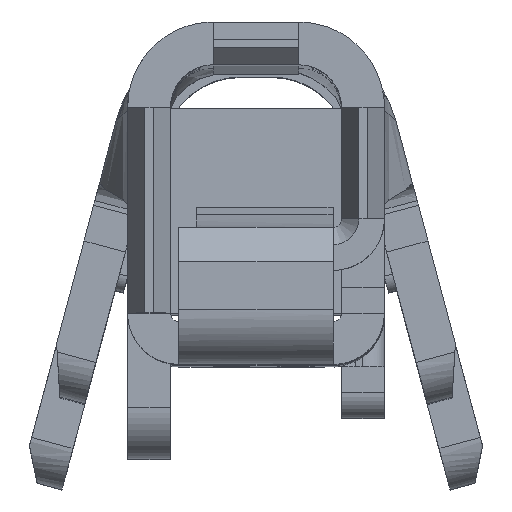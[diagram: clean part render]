
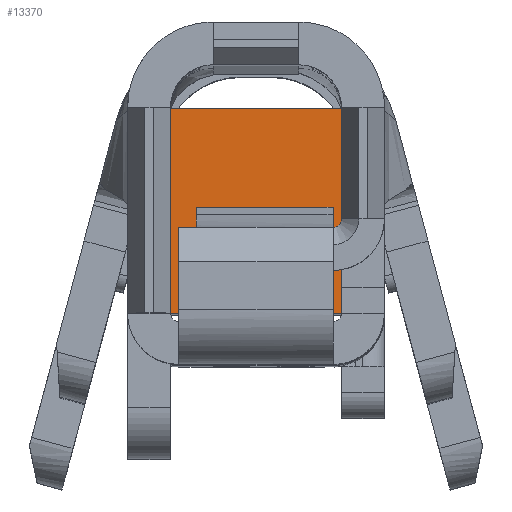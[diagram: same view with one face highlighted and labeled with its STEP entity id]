
A CAD part, top view. The second image highlights one B-rep face of the part: STEP entity #13370.
In plain terms, the highlighted planar face has unit normal (0, 0, 1).
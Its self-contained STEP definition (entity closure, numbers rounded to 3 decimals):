
#2684=CARTESIAN_POINT('',(-0.5,-0.5,14.25));
#2685=VERTEX_POINT('',#2684);
#3768=CARTESIAN_POINT('',(0.5,-1.63,14.25));
#3769=VERTEX_POINT('',#3768);
#3779=CARTESIAN_POINT('',(0.583,-1.63,14.25));
#3780=VERTEX_POINT('',#3779);
#3781=CARTESIAN_POINT('',(0.583,-1.63,14.25));
#3782=DIRECTION('',(-1.,0.,0.));
#3783=VECTOR('',#3782,0.083);
#3784=LINE('',#3781,#3783);
#3785=EDGE_CURVE('',#3780,#3769,#3784,.T.);
#3848=CARTESIAN_POINT('',(0.5,-1.2,14.25));
#3849=VERTEX_POINT('',#3848);
#3859=CARTESIAN_POINT('',(0.5,-1.63,14.25));
#3860=DIRECTION('',(0.,1.,0.));
#3861=VECTOR('',#3860,0.43);
#3862=LINE('',#3859,#3861);
#3863=EDGE_CURVE('',#3769,#3849,#3862,.T.);
#6411=CARTESIAN_POINT('',(0.583,-1.2,14.25));
#6412=VERTEX_POINT('',#6411);
#6419=CARTESIAN_POINT('',(0.5,-1.2,14.25));
#6420=DIRECTION('',(1.,0.,0.));
#6421=VECTOR('',#6420,0.083);
#6422=LINE('',#6419,#6421);
#6423=EDGE_CURVE('',#3849,#6412,#6422,.T.);
#8268=CARTESIAN_POINT('',(0.5,-0.5,14.25));
#8269=VERTEX_POINT('',#8268);
#9625=CARTESIAN_POINT('',(0.5,-1.,14.25));
#9626=VERTEX_POINT('',#9625);
#9636=CARTESIAN_POINT('',(0.583,-1.,14.25));
#9637=VERTEX_POINT('',#9636);
#9638=CARTESIAN_POINT('',(0.583,-1.,14.25));
#9639=DIRECTION('',(-1.,0.,0.));
#9640=VECTOR('',#9639,0.083);
#9641=LINE('',#9638,#9640);
#9642=EDGE_CURVE('',#9637,#9626,#9641,.T.);
#12170=CARTESIAN_POINT('',(0.45,-1.326,14.25));
#12171=VERTEX_POINT('',#12170);
#12181=CARTESIAN_POINT('',(0.45,-1.076,14.25));
#12182=VERTEX_POINT('',#12181);
#12183=CARTESIAN_POINT('',(0.45,-1.076,14.25));
#12184=DIRECTION('',(0.,-1.,0.));
#12185=VECTOR('',#12184,0.25);
#12186=LINE('',#12183,#12185);
#12187=EDGE_CURVE('',#12182,#12171,#12186,.T.);
#12915=CARTESIAN_POINT('',(-0.35,-1.076,14.25));
#12916=VERTEX_POINT('',#12915);
#12926=CARTESIAN_POINT('',(-0.35,-1.326,14.25));
#12927=VERTEX_POINT('',#12926);
#12928=CARTESIAN_POINT('',(-0.35,-1.326,14.25));
#12929=DIRECTION('',(0.,1.,0.));
#12930=VECTOR('',#12929,0.25);
#12931=LINE('',#12928,#12930);
#12932=EDGE_CURVE('',#12927,#12916,#12931,.T.);
#13016=CARTESIAN_POINT('',(0.45,-1.326,14.25));
#13017=DIRECTION('',(-1.,0.,0.));
#13018=VECTOR('',#13017,0.8);
#13019=LINE('',#13016,#13018);
#13020=EDGE_CURVE('',#12171,#12927,#13019,.T.);
#13041=CARTESIAN_POINT('',(-0.35,-1.076,14.25));
#13042=DIRECTION('',(1.,0.,0.));
#13043=VECTOR('',#13042,0.8);
#13044=LINE('',#13041,#13043);
#13045=EDGE_CURVE('',#12916,#12182,#13044,.T.);
#13129=CARTESIAN_POINT('',(-0.5,-1.7,14.25));
#13130=VERTEX_POINT('',#13129);
#13137=CARTESIAN_POINT('',(-0.5,-0.5,14.25));
#13138=DIRECTION('',(0.,-1.,0.));
#13139=VECTOR('',#13138,1.2);
#13140=LINE('',#13137,#13139);
#13141=EDGE_CURVE('',#2685,#13130,#13140,.T.);
#13196=CARTESIAN_POINT('',(0.5,-1.,14.25));
#13197=DIRECTION('',(0.,1.,0.));
#13198=VECTOR('',#13197,0.5);
#13199=LINE('',#13196,#13198);
#13200=EDGE_CURVE('',#9626,#8269,#13199,.T.);
#13227=CARTESIAN_POINT('',(0.5,-0.5,14.25));
#13228=DIRECTION('',(-1.,0.,0.));
#13229=VECTOR('',#13228,1.);
#13230=LINE('',#13227,#13229);
#13231=EDGE_CURVE('',#8269,#2685,#13230,.T.);
#13281=CARTESIAN_POINT('',(0.583,-1.7,14.25));
#13282=VERTEX_POINT('',#13281);
#13283=CARTESIAN_POINT('',(-0.5,-1.7,14.25));
#13284=DIRECTION('',(1.,0.,0.));
#13285=VECTOR('',#13284,1.083);
#13286=LINE('',#13283,#13285);
#13287=EDGE_CURVE('',#13130,#13282,#13286,.T.);
#13330=CARTESIAN_POINT('',(0.583,-1.7,14.25));
#13331=DIRECTION('',(0.,1.,0.));
#13332=VECTOR('',#13331,0.07);
#13333=LINE('',#13330,#13332);
#13334=EDGE_CURVE('',#13282,#3780,#13333,.T.);
#13342=CARTESIAN_POINT('',(-0.017,-1.1,14.25));
#13343=DIRECTION('',(0.,1.,0.));
#13344=DIRECTION('',(0.,-0.,1.));
#13345=AXIS2_PLACEMENT_3D('',#13342,#13344,#13343);
#13346=PLANE('',#13345);
#13347=ORIENTED_EDGE('',*,*,#13334,.T.);
#13348=ORIENTED_EDGE('',*,*,#3785,.T.);
#13349=ORIENTED_EDGE('',*,*,#3863,.T.);
#13350=ORIENTED_EDGE('',*,*,#6423,.T.);
#13351=CARTESIAN_POINT('',(0.583,-1.2,14.25));
#13352=DIRECTION('',(0.,1.,0.));
#13353=VECTOR('',#13352,0.2);
#13354=LINE('',#13351,#13353);
#13355=EDGE_CURVE('',#6412,#9637,#13354,.T.);
#13356=ORIENTED_EDGE('',*,*,#13355,.T.);
#13357=ORIENTED_EDGE('',*,*,#9642,.T.);
#13358=ORIENTED_EDGE('',*,*,#13200,.T.);
#13359=ORIENTED_EDGE('',*,*,#13231,.T.);
#13360=ORIENTED_EDGE('',*,*,#13141,.T.);
#13361=ORIENTED_EDGE('',*,*,#13287,.T.);
#13362=EDGE_LOOP('',(#13347,#13348,#13349,#13350,#13356,#13357,#13358,#13359,#13360,#13361));
#13363=FACE_OUTER_BOUND('',#13362,.T.);
#13364=ORIENTED_EDGE('',*,*,#12932,.T.);
#13365=ORIENTED_EDGE('',*,*,#13045,.T.);
#13366=ORIENTED_EDGE('',*,*,#12187,.T.);
#13367=ORIENTED_EDGE('',*,*,#13020,.T.);
#13368=EDGE_LOOP('',(#13364,#13365,#13366,#13367));
#13369=FACE_BOUND('',#13368,.T.);
#13370=ADVANCED_FACE('',(#13363,#13369),#13346,.T.);
